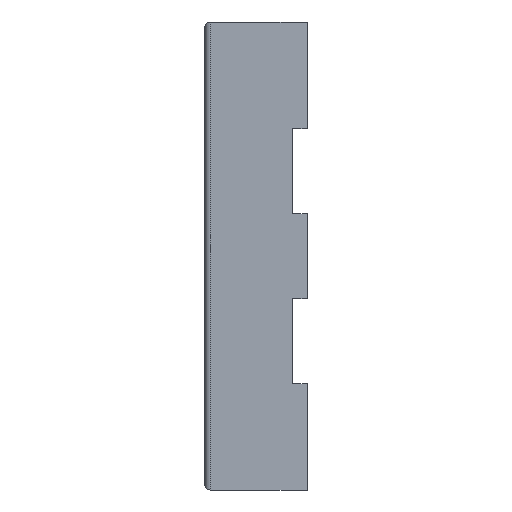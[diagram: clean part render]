
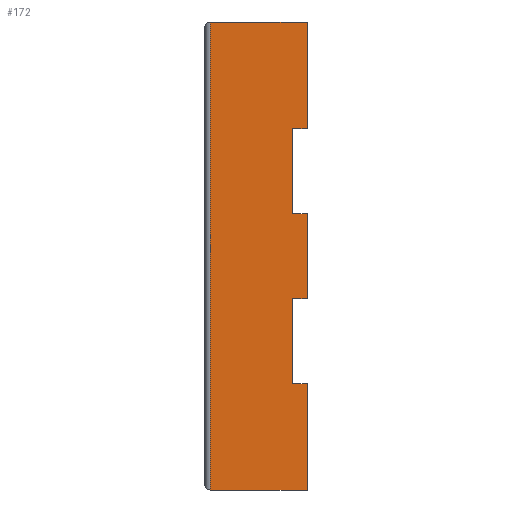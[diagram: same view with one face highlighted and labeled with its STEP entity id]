
A CAD part, left-side view. The second image highlights one B-rep face of the part: STEP entity #172.
In plain terms, the highlighted planar face has unit normal (-1, 0, 0).
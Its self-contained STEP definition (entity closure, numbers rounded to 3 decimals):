
#15 = LINE ( 'NONE', #2049, #802 ) ;
#43 = VECTOR ( 'NONE', #797, 1000. ) ;
#60 = EDGE_CURVE ( 'NONE', #2216, #1730, #2071, .T. ) ;
#85 = LINE ( 'NONE', #1264, #1255 ) ;
#98 = VECTOR ( 'NONE', #1216, 1000. ) ;
#100 = DIRECTION ( 'NONE',  ( 0., 0., -1. ) ) ;
#104 = CARTESIAN_POINT ( 'NONE',  ( 0., -3.1, 3.74 ) ) ;
#109 = CARTESIAN_POINT ( 'NONE',  ( 0., -0.2, 0. ) ) ;
#172 = ADVANCED_FACE ( 'NONE', ( #1179 ), #1579, .T. ) ;
#185 = ORIENTED_EDGE ( 'NONE', *, *, #1761, .F. ) ;
#192 = CARTESIAN_POINT ( 'NONE',  ( 0., -3.1, 9.74 ) ) ;
#199 = DIRECTION ( 'NONE',  ( 0., 1., 0. ) ) ;
#210 = ORIENTED_EDGE ( 'NONE', *, *, #1409, .T. ) ;
#225 = VERTEX_POINT ( 'NONE', #993 ) ;
#298 = ORIENTED_EDGE ( 'NONE', *, *, #1371, .T. ) ;
#342 = ORIENTED_EDGE ( 'NONE', *, *, #1563, .F. ) ;
#356 = DIRECTION ( 'NONE',  ( 0., -1., 0. ) ) ;
#391 = DIRECTION ( 'NONE',  ( 0., 0., -1. ) ) ;
#421 = VECTOR ( 'NONE', #100, 1000. ) ;
#490 = ORIENTED_EDGE ( 'NONE', *, *, #1599, .F. ) ;
#518 = DIRECTION ( 'NONE',  ( 0., 0., 1. ) ) ;
#534 = CARTESIAN_POINT ( 'NONE',  ( 0., -3.61, 0. ) ) ;
#601 = EDGE_CURVE ( 'NONE', #2372, #225, #2035, .T. ) ;
#608 = CARTESIAN_POINT ( 'NONE',  ( 0., -3.1, 3.74 ) ) ;
#623 = DIRECTION ( 'NONE',  ( 0., 0., -1. ) ) ;
#647 = LINE ( 'NONE', #1027, #98 ) ;
#679 = CARTESIAN_POINT ( 'NONE',  ( 0., -3.1, 9.74 ) ) ;
#700 = EDGE_CURVE ( 'NONE', #2464, #2216, #1772, .T. ) ;
#712 = CARTESIAN_POINT ( 'NONE',  ( 0., -0.2, 16.5 ) ) ;
#714 = VERTEX_POINT ( 'NONE', #1688 ) ;
#779 = CARTESIAN_POINT ( 'NONE',  ( 0., -3.1, 12.74 ) ) ;
#796 = EDGE_CURVE ( 'NONE', #1951, #2396, #2574, .T. ) ;
#797 = DIRECTION ( 'NONE',  ( 0., -1., 0. ) ) ;
#802 = VECTOR ( 'NONE', #623, 1000. ) ;
#806 = CARTESIAN_POINT ( 'NONE',  ( 0., -3.1, 6.74 ) ) ;
#818 = VECTOR ( 'NONE', #356, 1000. ) ;
#842 = ORIENTED_EDGE ( 'NONE', *, *, #2444, .T. ) ;
#848 = CARTESIAN_POINT ( 'NONE',  ( 0., -3.61, 12.74 ) ) ;
#926 = ORIENTED_EDGE ( 'NONE', *, *, #700, .T. ) ;
#945 = DIRECTION ( 'NONE',  ( 0., -1., 0. ) ) ;
#946 = DIRECTION ( 'NONE',  ( -1., 0., 0. ) ) ;
#989 = LINE ( 'NONE', #1116, #421 ) ;
#993 = CARTESIAN_POINT ( 'NONE',  ( 0., -3.61, 6.74 ) ) ;
#1018 = ORIENTED_EDGE ( 'NONE', *, *, #60, .T. ) ;
#1027 = CARTESIAN_POINT ( 'NONE',  ( 0., -3.61, 0. ) ) ;
#1034 = CARTESIAN_POINT ( 'NONE',  ( 0., -3.61, 16.5 ) ) ;
#1038 = VERTEX_POINT ( 'NONE', #109 ) ;
#1074 = VECTOR ( 'NONE', #2487, 1000. ) ;
#1088 = EDGE_CURVE ( 'NONE', #1129, #1542, #989, .T. ) ;
#1108 = CARTESIAN_POINT ( 'NONE',  ( 0., -3.1, 12.74 ) ) ;
#1116 = CARTESIAN_POINT ( 'NONE',  ( 0., -3.1, 12.74 ) ) ;
#1129 = VERTEX_POINT ( 'NONE', #1108 ) ;
#1179 = FACE_OUTER_BOUND ( 'NONE', #1321, .T. ) ;
#1187 = ORIENTED_EDGE ( 'NONE', *, *, #1088, .F. ) ;
#1214 = CARTESIAN_POINT ( 'NONE',  ( 0., -3.1, 6.74 ) ) ;
#1216 = DIRECTION ( 'NONE',  ( 0., 0., 1. ) ) ;
#1224 = VECTOR ( 'NONE', #391, 1000. ) ;
#1255 = VECTOR ( 'NONE', #2472, 1000. ) ;
#1264 = CARTESIAN_POINT ( 'NONE',  ( 0., -3.61, 0. ) ) ;
#1268 = VECTOR ( 'NONE', #199, 1000. ) ;
#1321 = EDGE_LOOP ( 'NONE', ( #1544, #298, #490, #1187, #1514, #926, #1018, #210, #342, #842, #2384, #185 ) ) ;
#1371 = EDGE_CURVE ( 'NONE', #225, #1885, #647, .T. ) ;
#1393 = AXIS2_PLACEMENT_3D ( 'NONE', #534, #946, #518 ) ;
#1409 = EDGE_CURVE ( 'NONE', #1730, #1038, #15, .T. ) ;
#1507 = DIRECTION ( 'NONE',  ( 0., -1., 0. ) ) ;
#1514 = ORIENTED_EDGE ( 'NONE', *, *, #1797, .T. ) ;
#1542 = VERTEX_POINT ( 'NONE', #192 ) ;
#1544 = ORIENTED_EDGE ( 'NONE', *, *, #601, .T. ) ;
#1563 = EDGE_CURVE ( 'NONE', #714, #1038, #2324, .T. ) ;
#1579 = PLANE ( 'NONE',  #1393 ) ;
#1593 = VECTOR ( 'NONE', #945, 1000. ) ;
#1599 = EDGE_CURVE ( 'NONE', #1542, #1885, #2092, .T. ) ;
#1668 = DIRECTION ( 'NONE',  ( 0., 0., 1. ) ) ;
#1688 = CARTESIAN_POINT ( 'NONE',  ( 0., -3.61, 0. ) ) ;
#1730 = VERTEX_POINT ( 'NONE', #712 ) ;
#1741 = VECTOR ( 'NONE', #1507, 1000. ) ;
#1761 = EDGE_CURVE ( 'NONE', #2372, #1951, #2538, .T. ) ;
#1772 = LINE ( 'NONE', #2466, #1963 ) ;
#1797 = EDGE_CURVE ( 'NONE', #1129, #2464, #2478, .T. ) ;
#1829 = CARTESIAN_POINT ( 'NONE',  ( 0., -3.61, 9.74 ) ) ;
#1858 = CARTESIAN_POINT ( 'NONE',  ( 0., -3.61, 3.74 ) ) ;
#1885 = VERTEX_POINT ( 'NONE', #1829 ) ;
#1951 = VERTEX_POINT ( 'NONE', #608 ) ;
#1960 = CARTESIAN_POINT ( 'NONE',  ( 0., -3.61, 16.5 ) ) ;
#1963 = VECTOR ( 'NONE', #1668, 1000. ) ;
#1979 = CARTESIAN_POINT ( 'NONE',  ( 0., -3.1, 6.74 ) ) ;
#2035 = LINE ( 'NONE', #1979, #43 ) ;
#2049 = CARTESIAN_POINT ( 'NONE',  ( 0., -0.2, 0. ) ) ;
#2071 = LINE ( 'NONE', #1034, #1268 ) ;
#2092 = LINE ( 'NONE', #679, #1741 ) ;
#2216 = VERTEX_POINT ( 'NONE', #1960 ) ;
#2285 = CARTESIAN_POINT ( 'NONE',  ( 0., -3.61, 0. ) ) ;
#2324 = LINE ( 'NONE', #2285, #1074 ) ;
#2372 = VERTEX_POINT ( 'NONE', #806 ) ;
#2384 = ORIENTED_EDGE ( 'NONE', *, *, #796, .F. ) ;
#2396 = VERTEX_POINT ( 'NONE', #1858 ) ;
#2444 = EDGE_CURVE ( 'NONE', #714, #2396, #85, .T. ) ;
#2464 = VERTEX_POINT ( 'NONE', #848 ) ;
#2466 = CARTESIAN_POINT ( 'NONE',  ( 0., -3.61, 0. ) ) ;
#2472 = DIRECTION ( 'NONE',  ( 0., 0., 1. ) ) ;
#2478 = LINE ( 'NONE', #779, #818 ) ;
#2487 = DIRECTION ( 'NONE',  ( 0., 1., 0. ) ) ;
#2538 = LINE ( 'NONE', #1214, #1224 ) ;
#2574 = LINE ( 'NONE', #104, #1593 ) ;
